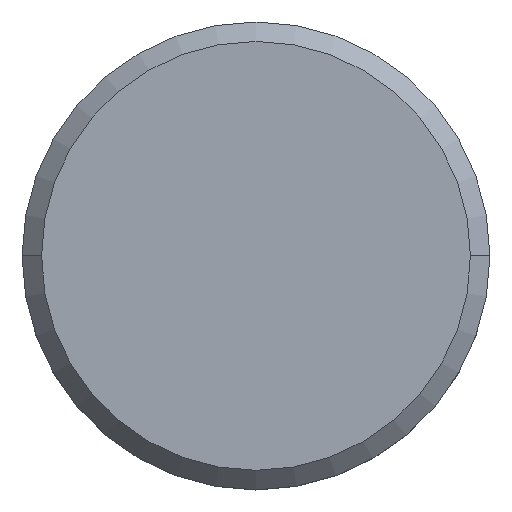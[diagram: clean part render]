
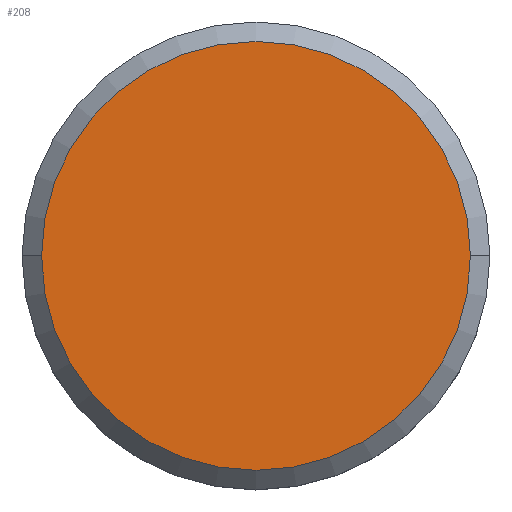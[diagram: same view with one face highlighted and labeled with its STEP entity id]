
A CAD part, top view. The second image highlights one B-rep face of the part: STEP entity #208.
In plain terms, the highlighted planar face has unit normal (0, 0, 1).
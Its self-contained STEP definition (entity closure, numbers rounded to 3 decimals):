
#7 = EDGE_CURVE ( 'NONE', #29, #307, #402, .T. ) ;
#16 = CARTESIAN_POINT ( 'NONE',  ( 0., 0., 0. ) ) ;
#29 = VERTEX_POINT ( 'NONE', #270 ) ;
#74 = DIRECTION ( 'NONE',  ( 1., 0., 0. ) ) ;
#78 = CARTESIAN_POINT ( 'NONE',  ( 5.5, 0., 0. ) ) ;
#97 = AXIS2_PLACEMENT_3D ( 'NONE', #16, #295, #74 ) ;
#103 = DIRECTION ( 'NONE',  ( 0., 0., 1. ) ) ;
#119 = DIRECTION ( 'NONE',  ( 0., 0., 1. ) ) ;
#131 = ORIENTED_EDGE ( 'NONE', *, *, #344, .T. ) ;
#148 = AXIS2_PLACEMENT_3D ( 'NONE', #150, #103, #257 ) ;
#150 = CARTESIAN_POINT ( 'NONE',  ( 0., 0., 0. ) ) ;
#195 = EDGE_LOOP ( 'NONE', ( #366, #131 ) ) ;
#208 = ADVANCED_FACE ( 'NONE', ( #380 ), #420, .T. ) ;
#237 = AXIS2_PLACEMENT_3D ( 'NONE', #440, #119, #302 ) ;
#257 = DIRECTION ( 'NONE',  ( 1., 0., 0. ) ) ;
#270 = CARTESIAN_POINT ( 'NONE',  ( -5.5, 0., 0. ) ) ;
#276 = CIRCLE ( 'NONE', #97, 5.5 ) ;
#295 = DIRECTION ( 'NONE',  ( 0., 0., 1. ) ) ;
#302 = DIRECTION ( 'NONE',  ( 1., 0., 0. ) ) ;
#307 = VERTEX_POINT ( 'NONE', #78 ) ;
#344 = EDGE_CURVE ( 'NONE', #307, #29, #276, .T. ) ;
#366 = ORIENTED_EDGE ( 'NONE', *, *, #7, .T. ) ;
#380 = FACE_OUTER_BOUND ( 'NONE', #195, .T. ) ;
#402 = CIRCLE ( 'NONE', #237, 5.5 ) ;
#420 = PLANE ( 'NONE',  #148 ) ;
#440 = CARTESIAN_POINT ( 'NONE',  ( 0., 0., 0. ) ) ;
